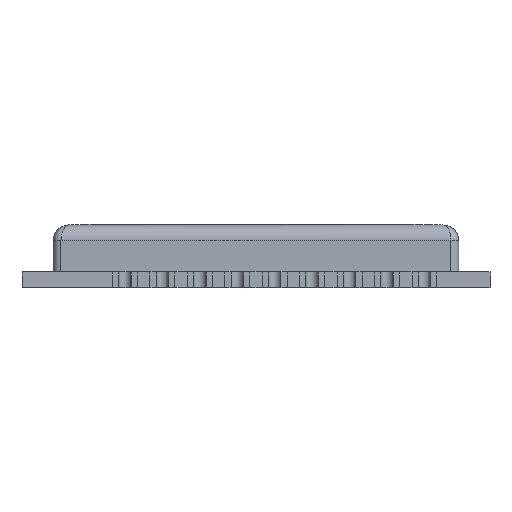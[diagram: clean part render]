
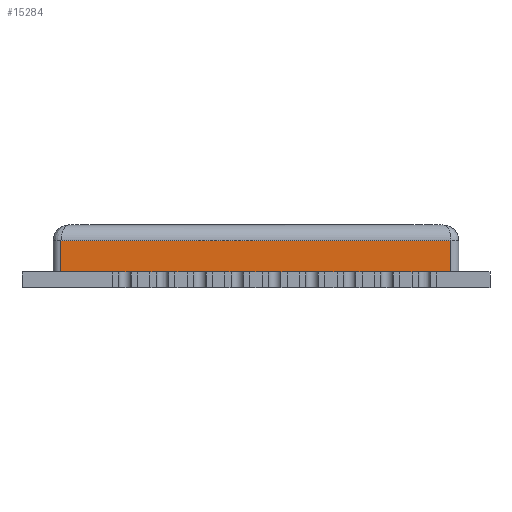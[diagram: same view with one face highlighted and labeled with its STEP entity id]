
A CAD part, front view. The second image highlights one B-rep face of the part: STEP entity #15284.
In plain terms, the highlighted planar face has unit normal (0, -1, 0).
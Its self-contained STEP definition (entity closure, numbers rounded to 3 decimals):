
#14988 = VERTEX_POINT('',#14989);
#14989 = CARTESIAN_POINT('',(-6.25,-6.5,1.5));
#15035 = VERTEX_POINT('',#15036);
#15036 = CARTESIAN_POINT('',(6.25,-6.5,1.5));
#15267 = EDGE_CURVE('',#14988,#15035,#15268,.T.);
#15268 = LINE('',#15269,#15270);
#15269 = CARTESIAN_POINT('',(-3.25,-6.5,1.5));
#15270 = VECTOR('',#15271,1.);
#15271 = DIRECTION('',(1.,0.,0.));
#15284 = ADVANCED_FACE('',(#15285),#15310,.T.);
#15285 = FACE_BOUND('',#15286,.T.);
#15286 = EDGE_LOOP('',(#15287,#15288,#15296,#15304));
#15287 = ORIENTED_EDGE('',*,*,#15267,.F.);
#15288 = ORIENTED_EDGE('',*,*,#15289,.F.);
#15289 = EDGE_CURVE('',#15290,#14988,#15292,.T.);
#15290 = VERTEX_POINT('',#15291);
#15291 = CARTESIAN_POINT('',(-6.25,-6.5,0.5));
#15292 = LINE('',#15293,#15294);
#15293 = CARTESIAN_POINT('',(-6.25,-6.5,0.5));
#15294 = VECTOR('',#15295,1.);
#15295 = DIRECTION('',(0.,0.,1.));
#15296 = ORIENTED_EDGE('',*,*,#15297,.T.);
#15297 = EDGE_CURVE('',#15290,#15298,#15300,.T.);
#15298 = VERTEX_POINT('',#15299);
#15299 = CARTESIAN_POINT('',(6.25,-6.5,0.5));
#15300 = LINE('',#15301,#15302);
#15301 = CARTESIAN_POINT('',(-6.5,-6.5,0.5));
#15302 = VECTOR('',#15303,1.);
#15303 = DIRECTION('',(1.,0.,0.));
#15304 = ORIENTED_EDGE('',*,*,#15305,.F.);
#15305 = EDGE_CURVE('',#15035,#15298,#15306,.T.);
#15306 = LINE('',#15307,#15308);
#15307 = CARTESIAN_POINT('',(6.25,-6.5,0.5));
#15308 = VECTOR('',#15309,1.);
#15309 = DIRECTION('',(0.,0.,-1.));
#15310 = PLANE('',#15311);
#15311 = AXIS2_PLACEMENT_3D('',#15312,#15313,#15314);
#15312 = CARTESIAN_POINT('',(-6.5,-6.5,0.5));
#15313 = DIRECTION('',(0.,-1.,0.));
#15314 = DIRECTION('',(1.,0.,0.));
